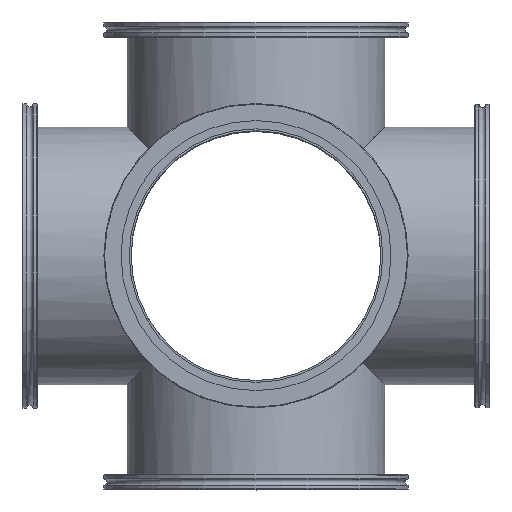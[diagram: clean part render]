
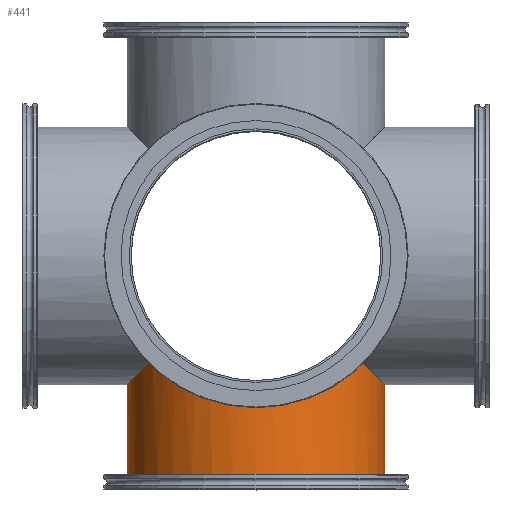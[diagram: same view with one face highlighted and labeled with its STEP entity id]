
A CAD part, top view. The second image highlights one B-rep face of the part: STEP entity #441.
In plain terms, the highlighted cylindrical face has radius 101.6 mm (diameter 203.2 mm), a full revolution.
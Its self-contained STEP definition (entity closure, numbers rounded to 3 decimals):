
#77=CIRCLE('',#534,101.6);
#110=CYLINDRICAL_SURFACE('',#533,101.6);
#121=FACE_OUTER_BOUND('',#144,.T.);
#144=EDGE_LOOP('',(#322,#323,#324,#325,#326,#327,#328,#329));
#176=LINE('',#808,#191);
#191=VECTOR('',#632,101.6);
#202=ELLIPSE('',#526,143.684,101.6);
#204=ELLIPSE('',#529,143.684,101.6);
#207=ELLIPSE('',#532,143.684,101.6);
#208=ELLIPSE('',#535,143.684,101.6);
#209=ELLIPSE('',#536,143.684,101.6);
#212=VERTEX_POINT('',#784);
#213=VERTEX_POINT('',#785);
#216=VERTEX_POINT('',#793);
#217=VERTEX_POINT('',#794);
#221=VERTEX_POINT('',#802);
#222=VERTEX_POINT('',#806);
#254=EDGE_CURVE('',#212,#213,#202,.T.);
#258=EDGE_CURVE('',#216,#217,#204,.T.);
#263=EDGE_CURVE('',#217,#221,#207,.T.);
#264=EDGE_CURVE('',#222,#222,#77,.T.);
#265=EDGE_CURVE('',#222,#217,#176,.T.);
#266=EDGE_CURVE('',#221,#212,#208,.T.);
#267=EDGE_CURVE('',#213,#216,#209,.T.);
#322=ORIENTED_EDGE('',*,*,#264,.F.);
#323=ORIENTED_EDGE('',*,*,#265,.T.);
#324=ORIENTED_EDGE('',*,*,#263,.T.);
#325=ORIENTED_EDGE('',*,*,#266,.T.);
#326=ORIENTED_EDGE('',*,*,#254,.T.);
#327=ORIENTED_EDGE('',*,*,#267,.T.);
#328=ORIENTED_EDGE('',*,*,#258,.T.);
#329=ORIENTED_EDGE('',*,*,#265,.F.);
#441=ADVANCED_FACE('',(#121),#110,.T.);
#526=AXIS2_PLACEMENT_3D('',#786,#610,#611);
#529=AXIS2_PLACEMENT_3D('',#795,#618,#619);
#532=AXIS2_PLACEMENT_3D('',#804,#626,#627);
#533=AXIS2_PLACEMENT_3D('',#805,#628,#629);
#534=AXIS2_PLACEMENT_3D('',#807,#630,#631);
#535=AXIS2_PLACEMENT_3D('',#809,#633,#634);
#536=AXIS2_PLACEMENT_3D('',#810,#635,#636);
#610=DIRECTION('center_axis',(0.707,0.,-0.707));
#611=DIRECTION('ref_axis',(-0.707,0.,-0.707));
#618=DIRECTION('center_axis',(-0.707,0.,
-0.707));
#619=DIRECTION('ref_axis',(-0.707,0.,0.707));
#626=DIRECTION('center_axis',(-0.707,0.,
-0.707));
#627=DIRECTION('ref_axis',(-0.707,0.,0.707));
#628=DIRECTION('center_axis',(0.,0.,-1.));
#629=DIRECTION('ref_axis',(-1.,0.,0.));
#630=DIRECTION('center_axis',(0.,0.,-1.));
#631=DIRECTION('ref_axis',(-1.,0.,0.));
#632=DIRECTION('',(0.,0.,1.));
#633=DIRECTION('center_axis',(0.,0.707,-0.707));
#634=DIRECTION('ref_axis',(0.,0.707,0.707));
#635=DIRECTION('center_axis',(0.,-0.707,
-0.707));
#636=DIRECTION('ref_axis',(0.,0.707,-0.707));
#784=CARTESIAN_POINT('',(-71.842,-71.842,-71.842));
#785=CARTESIAN_POINT('',(-71.842,71.842,-71.842));
#786=CARTESIAN_POINT('Origin',(0.,0.,0.));
#793=CARTESIAN_POINT('',(71.842,71.842,-71.842));
#794=CARTESIAN_POINT('',(101.6,0.,-101.6));
#795=CARTESIAN_POINT('Origin',(0.,0.,0.));
#802=CARTESIAN_POINT('',(71.842,-71.842,-71.842));
#804=CARTESIAN_POINT('Origin',(0.,0.,0.));
#805=CARTESIAN_POINT('Origin',(0.,0.,0.));
#806=CARTESIAN_POINT('',(101.6,0.,-177.9));
#807=CARTESIAN_POINT('Origin',(0.,0.,-177.9));
#808=CARTESIAN_POINT('',(101.6,0.,0.));
#809=CARTESIAN_POINT('Origin',(0.,0.,0.));
#810=CARTESIAN_POINT('Origin',(0.,0.,0.));
